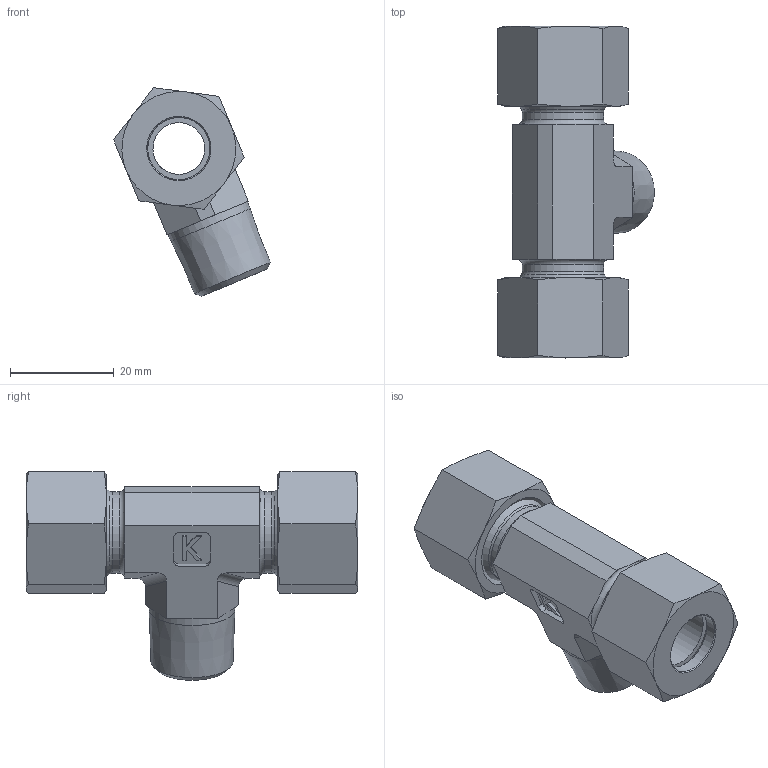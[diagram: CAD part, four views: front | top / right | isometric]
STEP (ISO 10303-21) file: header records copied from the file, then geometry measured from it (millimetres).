
FILE_DESCRIPTION((''),'2;1');
FILE_NAME('27002121618.stp','2014-08-21T15:23:22',(''),('KNOMI spol. s r. o.'),'Autodesk Inventor 2012','Autodesk Inventor 2012','');
FILE_SCHEMA(('AUTOMOTIVE_DESIGN { 1 2 10303 214 0 1 1 1 }'));
Length unit declared in the file: millimetre
Products named in the file (4): THCM2K 12LMkuž M16K/M18; 26002121618; 3911218; 40112
Assembly tree (5 placements, depth 2):
  THCM2K 12LMkuž M16K/M18
    26002121618
    3911218  x2
    40112  x2
Bounding box: 30.25 x 64 x 40.24 mm (x, y, z)
Volume: 18317.8 mm3; surface area: 13023.1 mm2
Topology: 5 solids, 5 shells, 155 faces, 382 edges, 247 vertices
Faces by surface type: plane 73, cone 47, cylinder 29, torus 6
Full cylindrical faces by diameter (mm): 9 x1, 10 x1, 12 x6, 14.3 x2, 15.7 x2, 16 x2, 16.376 x2, 16.532 x1, 18 x2
Entity records: 3709 total; most frequent: CARTESIAN_POINT 768, DIRECTION 569, ORIENTED_EDGE 506, EDGE_CURVE 253, AXIS2_PLACEMENT_3D 219, VERTEX_POINT 179, EDGE_LOOP 168, VECTOR 131
